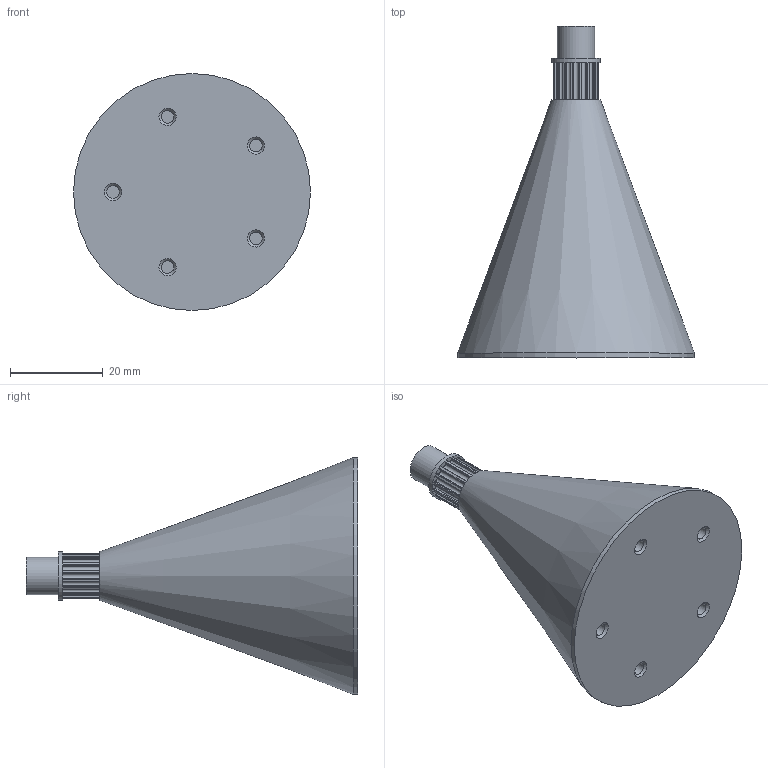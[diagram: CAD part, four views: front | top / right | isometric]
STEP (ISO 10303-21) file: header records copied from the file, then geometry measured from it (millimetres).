
FILE_DESCRIPTION(('FreeCAD Model'),'2;1');
FILE_NAME('axle-part2.step','2020-11-20T13:02:09',( 'Author'),(''),'Open CASCADE STEP processor 7.3','FreeCAD','Unknown' );
FILE_SCHEMA(('AUTOMOTIVE_DESIGN { 1 0 10303 214 1 1 1 1 }'));
Length unit declared in the file: millimetre
Products named in the file (1): axle-part2
Bounding box: 51 x 71.4 x 51 mm (x, y, z)
Volume: 48744.7 mm3; surface area: 9328.6 mm2
Topology: 1 solids, 1 shells, 123 faces, 329 edges, 217 vertices
Faces by surface type: bspline 96, plane 11, cylinder 9, cone 7
Full cylindrical faces by diameter (mm): 2.7 x6, 8.05 x1, 10.5 x1, 51 x1
Entity records: 7960 total; most frequent: CARTESIAN_POINT 3732, ORIENTED_EDGE 658, PCURVE 658, DEFINITIONAL_REPRESENTATION 658, B_SPLINE_CURVE_WITH_KNOTS 480, EDGE_CURVE 329, SURFACE_CURVE 313, VERTEX_POINT 217
